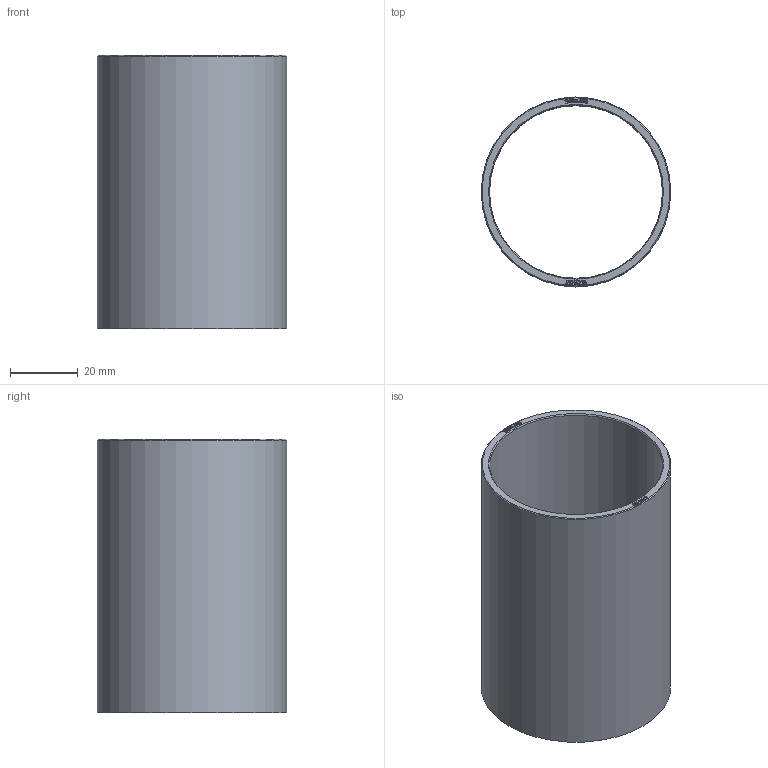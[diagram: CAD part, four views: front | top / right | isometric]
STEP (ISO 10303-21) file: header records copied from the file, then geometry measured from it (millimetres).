
FILE_DESCRIPTION(/* description */ ('STEP AP214'),/* implementation_level */ '2;1');
FILE_NAME(/* name */ 'SM2M35-shortened-to-80.7mm.stp',/* time_stamp */ '2022-09-12T11:18:14+02:00',/* author */ ('nvladi'),/* organization */ (''),/* preprocessor_version */ 'ST-DEVELOPER v18.1',/* originating_system */ 'Autodesk Inventor 2021',/* authorisation */ '');
FILE_SCHEMA (('AUTOMOTIVE_DESIGN { 1 0 10303 214 3 1 1 }'));
Length unit declared in the file: millimetre
Products named in the file (1): SM2M35-shortened-to-80mm
Bounding box: 55.88 x 55.88 x 80.7 mm (x, y, z)
Volume: 33022.8 mm3; surface area: 27862.9 mm2
Topology: 1 solids, 1 shells, 270 faces, 743 edges, 496 vertices
Faces by surface type: bspline 162, plane 104, cone 2, cylinder 2
Full cylindrical faces by diameter (mm): 51.003 x1, 55.88 x1
Entity records: 12193 total; most frequent: CARTESIAN_POINT 5930, ORIENTED_EDGE 1486, DIRECTION 755, EDGE_CURVE 743, VERTEX_POINT 496, LINE 409, VECTOR 409, EDGE_LOOP 293
